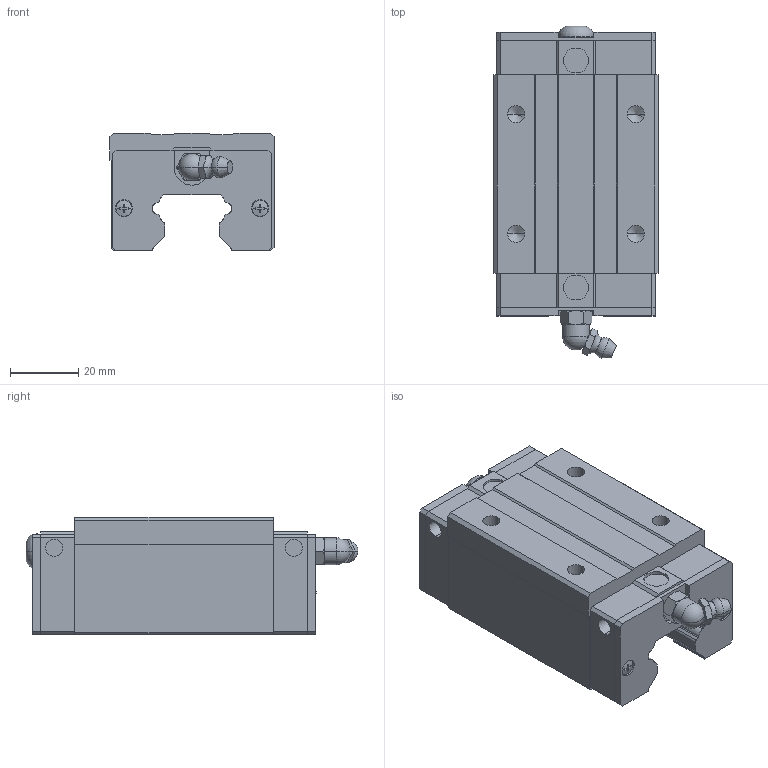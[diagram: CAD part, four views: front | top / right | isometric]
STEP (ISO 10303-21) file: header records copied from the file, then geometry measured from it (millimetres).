
FILE_DESCRIPTION(('STEP AP214'),'1');
FILE_NAME('cctmp_F9C88233-55C2-41BD-9981-AFD8F3B6F49A_2024_08_20_19_59_07_0573..stp','2024-08-20T17:59:07',('HIWIN GmbH'),('CADClick - www.CADClick.com'),'Spatial InterOp 3D',' ','unknown authorization');
FILE_SCHEMA(('AUTOMOTIVE_DESIGN'));
Length unit declared in the file: millimetre
Products named in the file (1): QHH25CAZ0C_FILE
Bounding box: 48 x 97.11 x 34.5 mm (x, y, z)
Volume: 101945 mm3; surface area: 20807.4 mm2
Topology: 1 solids, 5 shells, 349 faces, 918 edges, 590 vertices
Faces by surface type: plane 205, cylinder 78, cone 46, torus 18, sphere 2
Entity records: 13672 total; most frequent: CARTESIAN_POINT 2384, ORIENTED_EDGE 1816, DIRECTION 1726, EDGE_CURVE 908, VERTEX_POINT 590, AXIS2_PLACEMENT_3D 584, LINE 558, VECTOR 558
